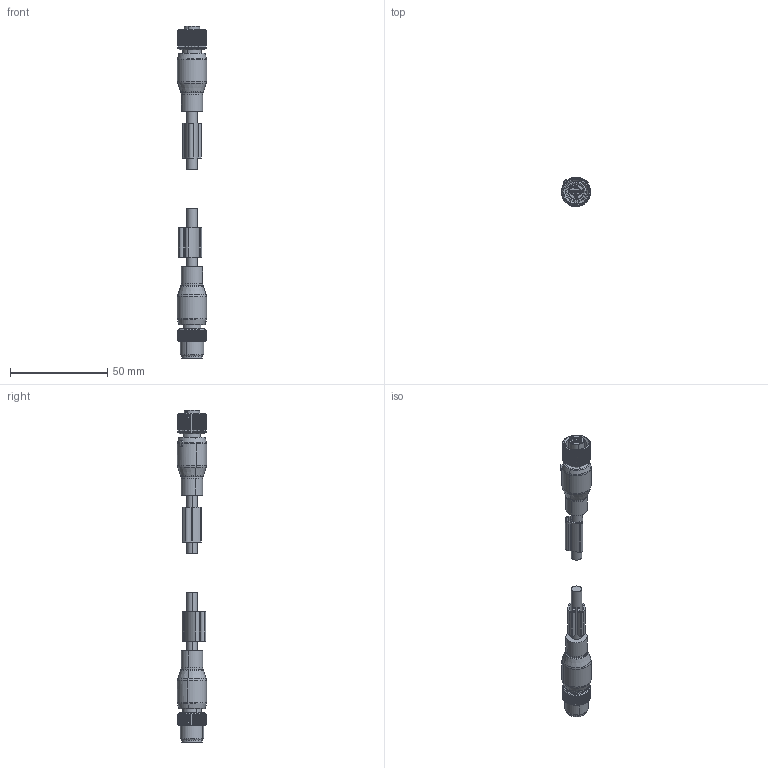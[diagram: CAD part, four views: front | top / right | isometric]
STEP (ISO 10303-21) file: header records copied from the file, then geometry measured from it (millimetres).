
FILE_DESCRIPTION(('CATIA V5 STEP Exchange','CAx-IF Rec.Pracs.--- Model Styling and Organization---1.4--- 2014-01-23'),'2;1');
FILE_NAME ('228679-2_0', '2022-02-15T12:54:32+00:00', ('none'), ('Weidmueller'), 'CATIA Version 5-6 Release 2016 SP3 HF44', 'CATIA V5 STEP AP214', 'none');
FILE_SCHEMA(('AUTOMOTIVE_DESIGN { 1 0 10303 214 1 1 1 1 }'));
Products named in the file (1): 1058500800
Bounding box: 14.98 x 14.98 x 171 mm (x, y, z)
Volume: 18883.8 mm3; surface area: 19741.1 mm2
Topology: 31 solids, 31 shells, 1949 faces, 5060 edges, 3218 vertices
Faces by surface type: cylinder 766, plane 609, cone 260, torus 226, bspline 74, sphere 10, revolution 4
Entity records: 58842 total; most frequent: CARTESIAN_POINT 16400, ORIENTED_EDGE 10048, DIRECTION 6366, EDGE_CURVE 5024, AXIS2_PLACEMENT_3D 3262, VERTEX_POINT 3218, EDGE_LOOP 2116, CIRCLE 2033
